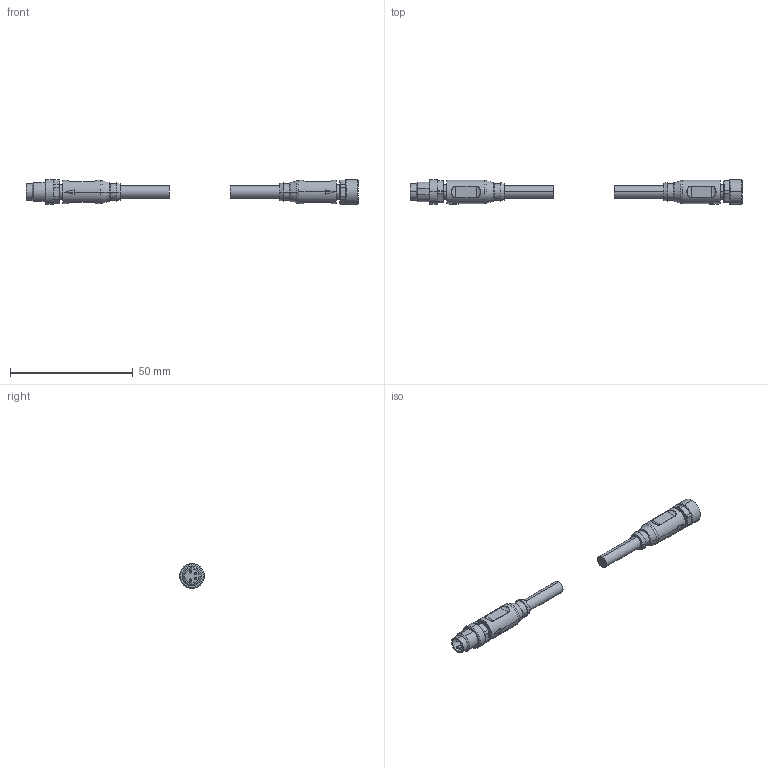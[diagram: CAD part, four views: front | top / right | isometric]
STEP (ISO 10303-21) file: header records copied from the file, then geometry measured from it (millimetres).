
FILE_DESCRIPTION (( 'STEP AP203' ), '1' );
FILE_NAME ('7000-88011-2110100.step', '2025-06-04T19:00:31', ( '' ), ( '' ), 'SwSTEP 2.0', 'SolidWorks 2024', '' );
FILE_SCHEMA (( 'CONFIG_CONTROL_DESIGN' ));
Length unit declared in the file: millimetre
Products named in the file (3): 7000-88011-2110100; 7000-88011-2110100_FEMALE; 7000-88011-2110100_MALE
Assembly tree (2 placements, depth 2):
  7000-88011-2110100
    7000-88011-2110100_MALE
    7000-88011-2110100_FEMALE
Bounding box: 135.5 x 10.05 x 10 mm (x, y, z)
Volume: 4815.4 mm3; surface area: 3451.7 mm2
Topology: 2 solids, 2 shells, 226 faces, 518 edges, 322 vertices
Faces by surface type: cylinder 88, plane 70, cone 32, torus 24, bspline 12
Entity records: 7479 total; most frequent: CARTESIAN_POINT 2123, DIRECTION 1084, ORIENTED_EDGE 1036, EDGE_CURVE 518, AXIS2_PLACEMENT_3D 455, VERTEX_POINT 322, EDGE_LOOP 252, CIRCLE 236
